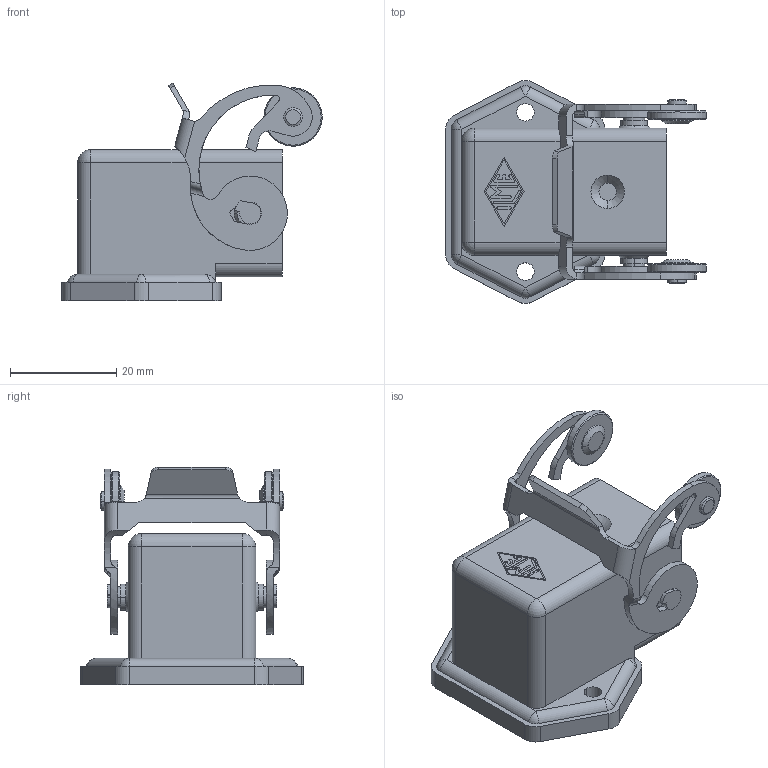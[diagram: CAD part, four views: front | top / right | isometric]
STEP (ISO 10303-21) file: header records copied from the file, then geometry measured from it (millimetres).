
FILE_DESCRIPTION(('Creo Elements/Direct Modeling STEP Export'),'2;1');
FILE_NAME('0ln7uvk49q7adq84616','2017-03-20T14:41:46',(''),(''),'PTC Creo Elements/Direct Modeling STEP processor for AP214 (Solid Model)','PTC Creo Elements/Direct Modeling 19.0E 27-Jun-2016 (C) Parametric Technology GmbH','');
FILE_SCHEMA(('AUTOMOTIVE_DESIGN { 1 0 10303 214 1 1 1 1 }'));
Length unit declared in the file: millimetre
Products named in the file (1): CKAXE_03_IA
Bounding box: 49.07 x 42 x 41.02 mm (x, y, z)
Volume: 8531.1 mm3; surface area: 11762.6 mm2
Topology: 1 solids, 1 shells, 299 faces, 819 edges, 536 vertices
Faces by surface type: cylinder 133, plane 133, cone 23, sphere 8, torus 2
Entity records: 12039 total; most frequent: CARTESIAN_POINT 2098, ORIENTED_EDGE 1626, DIRECTION 1544, EDGE_CURVE 813, AXIS2_PLACEMENT_3D 547, VERTEX_POINT 536, VECTOR 450, LINE 450
